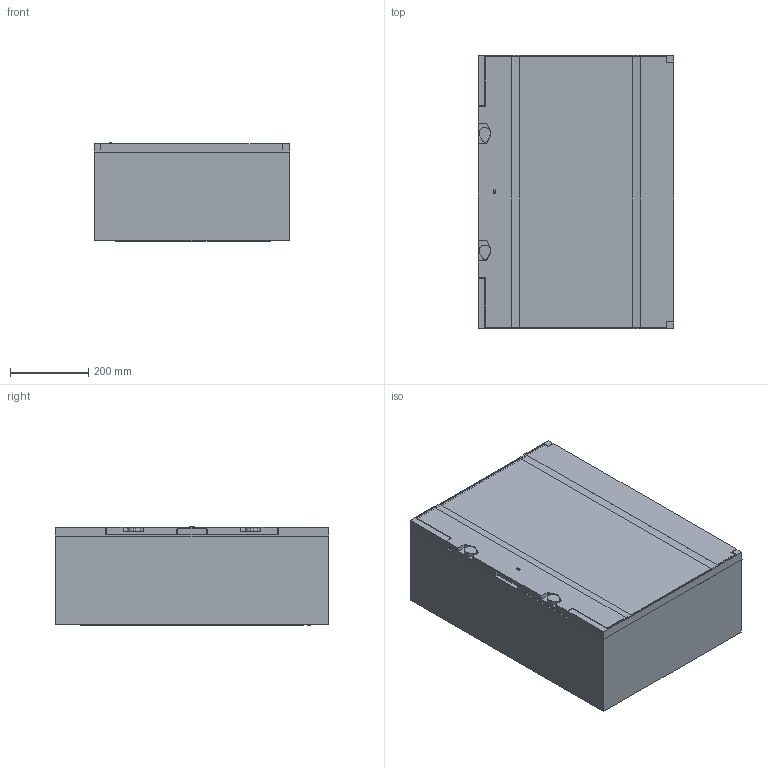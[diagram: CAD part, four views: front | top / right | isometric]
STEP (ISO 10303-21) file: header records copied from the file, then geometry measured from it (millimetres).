
FILE_DESCRIPTION (( 'STEP AP203' ), '1' );
FILE_NAME ('TR5-12-N-070-50-25-65 TETRA 5 Êîðïóñ ïëàñòèê. ÙÌÏï 700õ500õ250ìì IP65 IEK.STEP', '2022-12-27T09:41:23', ( '' ), ( '' ), 'SwSTEP 2.0', 'SolidWorks 2022', '' );
FILE_SCHEMA (( 'CONFIG_CONTROL_DESIGN' ));
Products named in the file (1): TR5-12-N-070-50-25-65 TETRA 5 Корпус пластик. ЩМПп 700х500х250мм IP65 IEK
Bounding box: 500 x 700 x 250.6 mm (x, y, z)
Volume: 15343457.6 mm3; surface area: 3317006.2 mm2
Topology: 3 solids, 7 shells, 3100 faces, 7794 edges, 5152 vertices
Faces by surface type: plane 2567, cone 251, cylinder 123, bspline 111, torus 48
Entity records: 96502 total; most frequent: CARTESIAN_POINT 22719, ORIENTED_EDGE 15588, DIRECTION 13933, EDGE_CURVE 7794, LINE 6533, VECTOR 6533, VERTEX_POINT 5152, AXIS2_PLACEMENT_3D 3700
